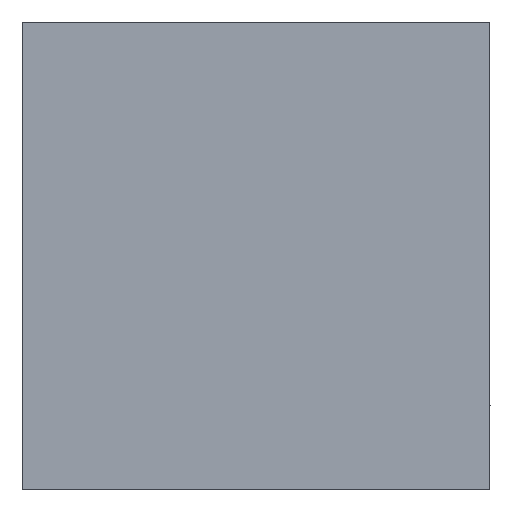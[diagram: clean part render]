
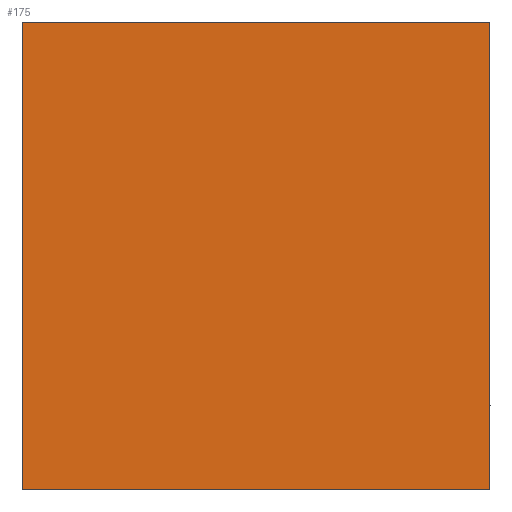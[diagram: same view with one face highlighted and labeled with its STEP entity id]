
A CAD part, left-side view. The second image highlights one B-rep face of the part: STEP entity #175.
In plain terms, the highlighted planar face has unit normal (-1, 0, 0).
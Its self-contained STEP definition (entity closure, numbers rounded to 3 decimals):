
#26=PLANE('',#204);
#35=FACE_OUTER_BOUND('',#50,.T.);
#50=EDGE_LOOP('',(#160,#161,#162,#163));
#60=LINE('',#285,#75);
#61=LINE('',#288,#76);
#63=LINE('',#292,#78);
#65=LINE('',#295,#80);
#75=VECTOR('',#238,10.);
#76=VECTOR('',#241,10.);
#78=VECTOR('',#245,10.);
#80=VECTOR('',#249,10.);
#97=VERTEX_POINT('',#281);
#98=VERTEX_POINT('',#283);
#99=VERTEX_POINT('',#287);
#100=VERTEX_POINT('',#291);
#116=EDGE_CURVE('',#97,#98,#60,.T.);
#117=EDGE_CURVE('',#98,#99,#61,.T.);
#119=EDGE_CURVE('',#99,#100,#63,.T.);
#121=EDGE_CURVE('',#100,#97,#65,.T.);
#160=ORIENTED_EDGE('',*,*,#121,.T.);
#161=ORIENTED_EDGE('',*,*,#116,.T.);
#162=ORIENTED_EDGE('',*,*,#117,.T.);
#163=ORIENTED_EDGE('',*,*,#119,.T.);
#175=ADVANCED_FACE('',(#35),#26,.F.);
#204=AXIS2_PLACEMENT_3D('',#296,#250,#251);
#238=DIRECTION('',(0.,1.,0.));
#241=DIRECTION('',(0.,0.,-1.));
#245=DIRECTION('',(0.,-1.,0.));
#249=DIRECTION('',(0.,0.,1.));
#250=DIRECTION('center_axis',(1.,0.,0.));
#251=DIRECTION('ref_axis',(0.,0.,-1.));
#281=CARTESIAN_POINT('',(0.,0.,8.));
#283=CARTESIAN_POINT('',(0.,8.,8.));
#285=CARTESIAN_POINT('',(0.,4.,8.));
#287=CARTESIAN_POINT('',(0.,8.,0.));
#288=CARTESIAN_POINT('',(0.,8.,4.));
#291=CARTESIAN_POINT('',(0.,0.,0.));
#292=CARTESIAN_POINT('',(0.,4.,0.));
#295=CARTESIAN_POINT('',(0.,0.,4.));
#296=CARTESIAN_POINT('Origin',(0.,4.,4.));
